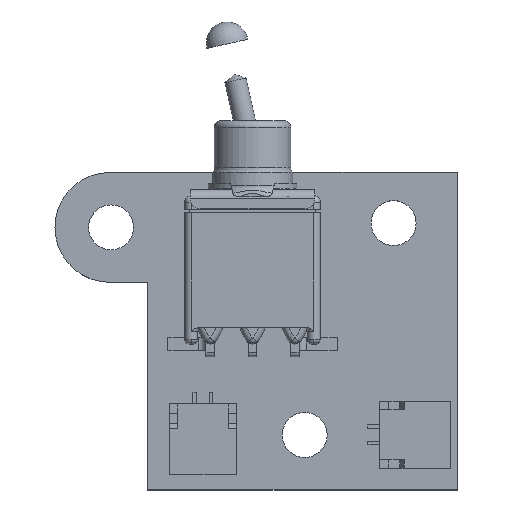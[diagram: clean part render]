
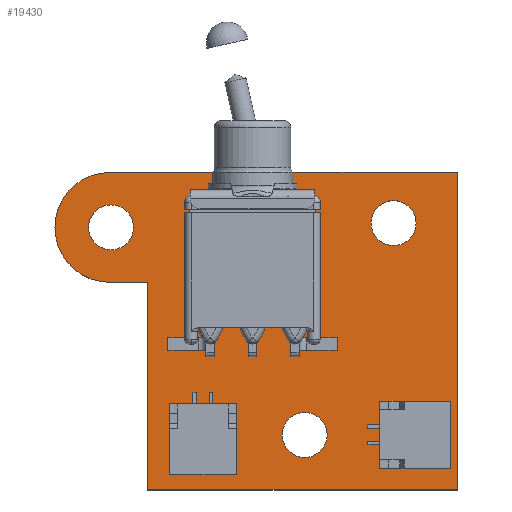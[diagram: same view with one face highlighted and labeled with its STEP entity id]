
A CAD part, top view. The second image highlights one B-rep face of the part: STEP entity #19430.
In plain terms, the highlighted planar face has unit normal (0, 0, 1).
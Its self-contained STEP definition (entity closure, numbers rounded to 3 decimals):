
#19260 = VERTEX_POINT('',#19261);
#19261 = CARTESIAN_POINT('',(164.084,-58.42,1.6));
#19267 = EDGE_CURVE('',#19260,#19268,#19270,.T.);
#19268 = VERTEX_POINT('',#19269);
#19269 = CARTESIAN_POINT('',(145.542,-58.42,1.6));
#19270 = LINE('',#19271,#19272);
#19271 = CARTESIAN_POINT('',(164.084,-58.42,1.6));
#19272 = VECTOR('',#19273,1.);
#19273 = DIRECTION('',(-1.,0.,0.));
#19300 = VERTEX_POINT('',#19301);
#19301 = CARTESIAN_POINT('',(164.084,-39.37,1.6));
#19307 = EDGE_CURVE('',#19300,#19260,#19308,.T.);
#19308 = LINE('',#19309,#19310);
#19309 = CARTESIAN_POINT('',(164.084,-39.37,1.6));
#19310 = VECTOR('',#19311,1.);
#19311 = DIRECTION('',(0.,-1.,0.));
#19329 = EDGE_CURVE('',#19268,#19330,#19332,.T.);
#19330 = VERTEX_POINT('',#19331);
#19331 = CARTESIAN_POINT('',(145.542,-45.974,1.6));
#19332 = LINE('',#19333,#19334);
#19333 = CARTESIAN_POINT('',(145.542,-58.42,1.6));
#19334 = VECTOR('',#19335,1.);
#19335 = DIRECTION('',(0.,1.,0.));
#19430 = ADVANCED_FACE('',(#19431,#19467,#19478,#19489),#19500,.F.);
#19431 = FACE_BOUND('',#19432,.F.);
#19432 = EDGE_LOOP('',(#19433,#19434,#19435,#19443,#19452,#19460,#19466)
  );
#19433 = ORIENTED_EDGE('',*,*,#19267,.T.);
#19434 = ORIENTED_EDGE('',*,*,#19329,.T.);
#19435 = ORIENTED_EDGE('',*,*,#19436,.T.);
#19436 = EDGE_CURVE('',#19330,#19437,#19439,.T.);
#19437 = VERTEX_POINT('',#19438);
#19438 = CARTESIAN_POINT('',(143.256,-45.966,1.6));
#19439 = LINE('',#19440,#19441);
#19440 = CARTESIAN_POINT('',(145.542,-45.974,1.6));
#19441 = VECTOR('',#19442,1.);
#19442 = DIRECTION('',(-1.,0.003,0.));
#19443 = ORIENTED_EDGE('',*,*,#19444,.T.);
#19444 = EDGE_CURVE('',#19437,#19445,#19447,.T.);
#19445 = VERTEX_POINT('',#19446);
#19446 = CARTESIAN_POINT('',(143.256,-39.379,1.6));
#19447 = CIRCLE('',#19448,3.294);
#19448 = AXIS2_PLACEMENT_3D('',#19449,#19450,#19451);
#19449 = CARTESIAN_POINT('',(143.256,-42.673,1.6));
#19450 = DIRECTION('',(0.,0.,-1.));
#19451 = DIRECTION('',(0.,-1.,-0.));
#19452 = ORIENTED_EDGE('',*,*,#19453,.T.);
#19453 = EDGE_CURVE('',#19445,#19454,#19456,.T.);
#19454 = VERTEX_POINT('',#19455);
#19455 = CARTESIAN_POINT('',(143.256,-39.37,1.6));
#19456 = LINE('',#19457,#19458);
#19457 = CARTESIAN_POINT('',(143.256,-39.379,1.6));
#19458 = VECTOR('',#19459,1.);
#19459 = DIRECTION('',(0.,1.,0.));
#19460 = ORIENTED_EDGE('',*,*,#19461,.T.);
#19461 = EDGE_CURVE('',#19454,#19300,#19462,.T.);
#19462 = LINE('',#19463,#19464);
#19463 = CARTESIAN_POINT('',(143.256,-39.37,1.6));
#19464 = VECTOR('',#19465,1.);
#19465 = DIRECTION('',(1.,0.,0.));
#19466 = ORIENTED_EDGE('',*,*,#19307,.T.);
#19467 = FACE_BOUND('',#19468,.F.);
#19468 = EDGE_LOOP('',(#19469));
#19469 = ORIENTED_EDGE('',*,*,#19470,.F.);
#19470 = EDGE_CURVE('',#19471,#19471,#19473,.T.);
#19471 = VERTEX_POINT('',#19472);
#19472 = CARTESIAN_POINT('',(154.94,-56.468,1.6));
#19473 = CIRCLE('',#19474,1.35);
#19474 = AXIS2_PLACEMENT_3D('',#19475,#19476,#19477);
#19475 = CARTESIAN_POINT('',(154.94,-55.118,1.6));
#19476 = DIRECTION('',(-0.,0.,-1.));
#19477 = DIRECTION('',(-0.,-1.,0.));
#19478 = FACE_BOUND('',#19479,.F.);
#19479 = EDGE_LOOP('',(#19480));
#19480 = ORIENTED_EDGE('',*,*,#19481,.F.);
#19481 = EDGE_CURVE('',#19482,#19482,#19484,.T.);
#19482 = VERTEX_POINT('',#19483);
#19483 = CARTESIAN_POINT('',(160.274,-43.768,1.6));
#19484 = CIRCLE('',#19485,1.35);
#19485 = AXIS2_PLACEMENT_3D('',#19486,#19487,#19488);
#19486 = CARTESIAN_POINT('',(160.274,-42.418,1.6));
#19487 = DIRECTION('',(-0.,0.,-1.));
#19488 = DIRECTION('',(-0.,-1.,0.));
#19489 = FACE_BOUND('',#19490,.F.);
#19490 = EDGE_LOOP('',(#19491));
#19491 = ORIENTED_EDGE('',*,*,#19492,.F.);
#19492 = EDGE_CURVE('',#19493,#19493,#19495,.T.);
#19493 = VERTEX_POINT('',#19494);
#19494 = CARTESIAN_POINT('',(143.332,-44.022,1.6));
#19495 = CIRCLE('',#19496,1.35);
#19496 = AXIS2_PLACEMENT_3D('',#19497,#19498,#19499);
#19497 = CARTESIAN_POINT('',(143.332,-42.672,1.6));
#19498 = DIRECTION('',(-0.,0.,-1.));
#19499 = DIRECTION('',(-0.,-1.,0.));
#19500 = PLANE('',#19501);
#19501 = AXIS2_PLACEMENT_3D('',#19502,#19503,#19504);
#19502 = CARTESIAN_POINT('',(153.374,-48.306,1.6));
#19503 = DIRECTION('',(-0.,-0.,-1.));
#19504 = DIRECTION('',(-1.,0.,0.));
